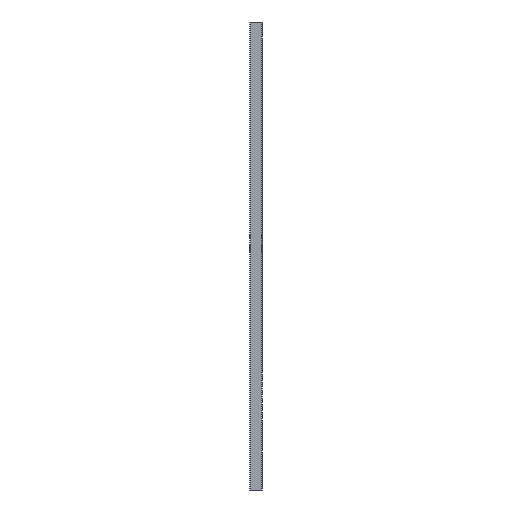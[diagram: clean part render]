
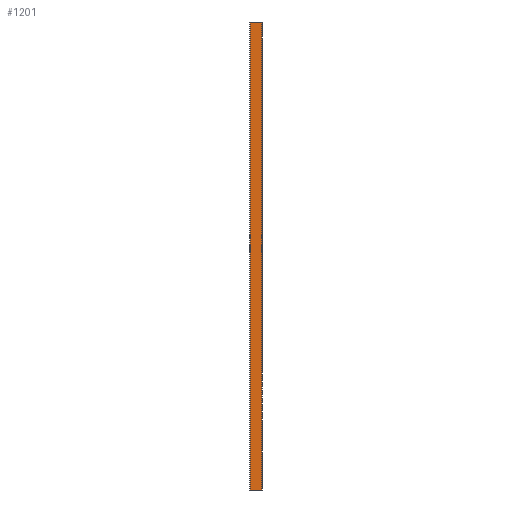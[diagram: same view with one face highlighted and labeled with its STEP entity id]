
A CAD part, left-side view. The second image highlights one B-rep face of the part: STEP entity #1201.
In plain terms, the highlighted planar face has unit normal (-1, 0, 0).
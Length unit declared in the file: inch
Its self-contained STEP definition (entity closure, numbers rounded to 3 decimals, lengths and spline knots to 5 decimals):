
#1201=ADVANCED_FACE('',(#2514),#2515,.T.);
#2514=FACE_OUTER_BOUND('',#5609,.T.);
#2515=PLANE('',#5610);
#5609=EDGE_LOOP('',(#8746,#8747,#8748,#8749));
#5610=AXIS2_PLACEMENT_3D('',#8750,#8751,#8752);
#8746=ORIENTED_EDGE('',*,*,#9595,.T.);
#8747=ORIENTED_EDGE('',*,*,#10201,.F.);
#8748=ORIENTED_EDGE('',*,*,#9811,.T.);
#8749=ORIENTED_EDGE('',*,*,#9657,.T.);
#8750=CARTESIAN_POINT('',(-0.13625,1.59375,0.0));
#8751=DIRECTION('',(-1.0,0.0,0.0));
#8752=DIRECTION('',(0.0,-1.0,0.0));
#9595=EDGE_CURVE('',#11905,#11903,#11906,.T.);
#9657=EDGE_CURVE('',#11978,#11905,#11979,.T.);
#9811=EDGE_CURVE('',#12144,#11978,#12145,.T.);
#10201=EDGE_CURVE('',#12144,#11903,#12544,.T.);
#11903=VERTEX_POINT('',#16028);
#11905=VERTEX_POINT('',#16033);
#11906=LINE('',#16034,#16035);
#11978=VERTEX_POINT('',#16163);
#11979=LINE('',#16164,#16165);
#12144=VERTEX_POINT('',#16445);
#12145=LINE('',#16446,#16447);
#12544=LINE('',#17058,#17059);
#16028=CARTESIAN_POINT('',(-0.13625,3.05125,120.0));
#16033=CARTESIAN_POINT('',(-0.13625,0.13624,120.0));
#16034=CARTESIAN_POINT('',(-0.13625,3.05125,120.0));
#16035=VECTOR('',#17514,1.0);
#16163=CARTESIAN_POINT('',(-0.13625,0.13624,0.0));
#16164=CARTESIAN_POINT('',(-0.13625,0.13624,0.0));
#16165=VECTOR('',#17550,1.0);
#16445=CARTESIAN_POINT('',(-0.13625,3.05125,0.0));
#16446=CARTESIAN_POINT('',(-0.13625,3.05125,0.0));
#16447=VECTOR('',#17639,1.0);
#17058=CARTESIAN_POINT('',(-0.13625,3.05125,0.0));
#17059=VECTOR('',#17831,1.0);
#17514=DIRECTION('',(0.0,1.0,0.0));
#17550=DIRECTION('',(0.0,0.0,1.0));
#17639=DIRECTION('',(0.0,-1.0,0.0));
#17831=DIRECTION('',(0.0,0.0,1.0));
